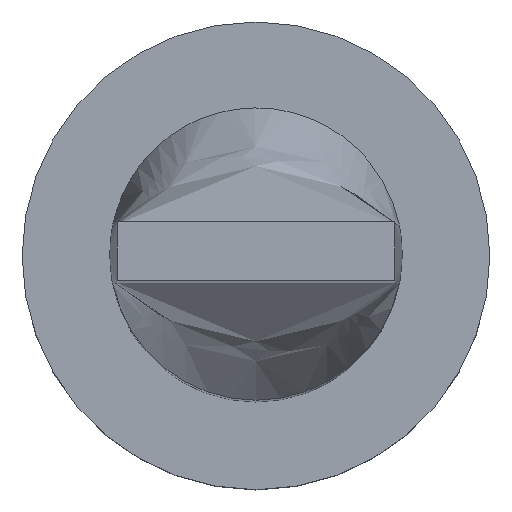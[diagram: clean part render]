
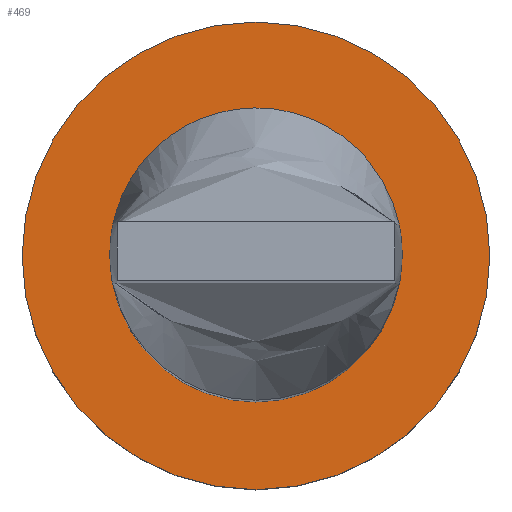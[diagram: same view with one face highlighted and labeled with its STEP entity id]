
A CAD part, top view. The second image highlights one B-rep face of the part: STEP entity #469.
In plain terms, the highlighted planar face has unit normal (0, 0, 1).
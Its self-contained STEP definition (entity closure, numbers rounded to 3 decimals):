
#8 = CIRCLE ( 'NONE', #219, 8. ) ;
#40 = DIRECTION ( 'NONE',  ( 0., 0., 1. ) ) ;
#41 = AXIS2_PLACEMENT_3D ( 'NONE', #207, #83, #596 ) ;
#63 = DIRECTION ( 'NONE',  ( 0., 0., 1. ) ) ;
#71 = ORIENTED_EDGE ( 'NONE', *, *, #157, .T. ) ;
#75 = ORIENTED_EDGE ( 'NONE', *, *, #315, .T. ) ;
#83 = DIRECTION ( 'NONE',  ( 0., 0., 1. ) ) ;
#84 = CARTESIAN_POINT ( 'NONE',  ( 5., 0., 5. ) ) ;
#95 = AXIS2_PLACEMENT_3D ( 'NONE', #261, #409, #222 ) ;
#101 = CIRCLE ( 'NONE', #454, 8. ) ;
#107 = DIRECTION ( 'NONE',  ( 1., 0., 0. ) ) ;
#121 = FACE_OUTER_BOUND ( 'NONE', #443, .T. ) ;
#146 = DIRECTION ( 'NONE',  ( 0., 0., 1. ) ) ;
#157 = EDGE_CURVE ( 'NONE', #276, #253, #101, .T. ) ;
#163 = ORIENTED_EDGE ( 'NONE', *, *, #254, .F. ) ;
#173 = EDGE_LOOP ( 'NONE', ( #163, #571 ) ) ;
#192 = CARTESIAN_POINT ( 'NONE',  ( 0., 0., 5. ) ) ;
#207 = CARTESIAN_POINT ( 'NONE',  ( 0., 0., 5. ) ) ;
#219 = AXIS2_PLACEMENT_3D ( 'NONE', #268, #40, #221 ) ;
#221 = DIRECTION ( 'NONE',  ( 1., 0., 0. ) ) ;
#222 = DIRECTION ( 'NONE',  ( 1., 0., 0. ) ) ;
#253 = VERTEX_POINT ( 'NONE', #371 ) ;
#254 = EDGE_CURVE ( 'NONE', #588, #401, #480, .T. ) ;
#260 = CARTESIAN_POINT ( 'NONE',  ( -8., 0., 5. ) ) ;
#261 = CARTESIAN_POINT ( 'NONE',  ( 0., 0., 5. ) ) ;
#268 = CARTESIAN_POINT ( 'NONE',  ( 0., 0., 5. ) ) ;
#276 = VERTEX_POINT ( 'NONE', #260 ) ;
#299 = AXIS2_PLACEMENT_3D ( 'NONE', #353, #63, #107 ) ;
#309 = PLANE ( 'NONE',  #95 ) ;
#315 = EDGE_CURVE ( 'NONE', #253, #276, #8, .T. ) ;
#321 = FACE_BOUND ( 'NONE', #173, .T. ) ;
#353 = CARTESIAN_POINT ( 'NONE',  ( 0., 0., 5. ) ) ;
#371 = CARTESIAN_POINT ( 'NONE',  ( 8., 0., 5. ) ) ;
#400 = CARTESIAN_POINT ( 'NONE',  ( -5., 0., 5. ) ) ;
#401 = VERTEX_POINT ( 'NONE', #84 ) ;
#409 = DIRECTION ( 'NONE',  ( 0., 0., 1. ) ) ;
#435 = DIRECTION ( 'NONE',  ( 1., 0., 0. ) ) ;
#443 = EDGE_LOOP ( 'NONE', ( #71, #75 ) ) ;
#454 = AXIS2_PLACEMENT_3D ( 'NONE', #192, #146, #435 ) ;
#469 = ADVANCED_FACE ( 'NONE', ( #321, #121 ), #309, .T. ) ;
#480 = CIRCLE ( 'NONE', #41, 5. ) ;
#571 = ORIENTED_EDGE ( 'NONE', *, *, #586, .F. ) ;
#586 = EDGE_CURVE ( 'NONE', #401, #588, #590, .T. ) ;
#588 = VERTEX_POINT ( 'NONE', #400 ) ;
#590 = CIRCLE ( 'NONE', #299, 5. ) ;
#596 = DIRECTION ( 'NONE',  ( 1., 0., 0. ) ) ;
